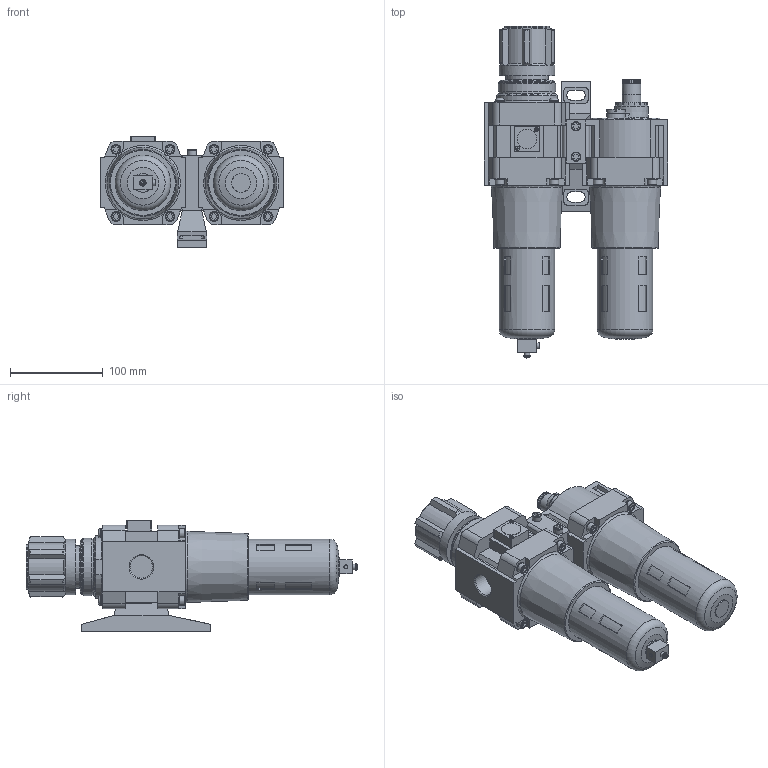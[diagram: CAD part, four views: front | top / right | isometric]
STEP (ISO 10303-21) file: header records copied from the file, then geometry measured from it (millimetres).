
FILE_DESCRIPTION( ( 'STEP AP203' ), '1' );
FILE_NAME( 'MACP501-20A.stp', '2020-06-15T12:10:06', ( 'License CC BY-ND 4.0' ), ( 'CADENAS' ), ' ', 'PARTsolutions', ' ' );
FILE_SCHEMA( ( 'CONFIG_CONTROL_DESIGN' ) );
Length unit declared in the file: millimetre
Products named in the file (4): MACP501-20A; _MACP501; _MAFR501-20A-B _dummy; _MAL501-20A
Assembly tree (3 placements, depth 2):
  MACP501-20A
    _MACP501
    _MAFR501-20A-B _dummy
    _MAL501-20A
Bounding box: 198 x 358.5 x 120.4 mm (x, y, z)
Volume: 2561446.7 mm3; surface area: 219347.1 mm2
Topology: 3 solids, 3 shells, 849 faces, 2111 edges, 1374 vertices
Faces by surface type: plane 551, cylinder 191, cone 54, torus 53
Full cylindrical faces by diameter (mm): 3 x1, 4.4 x1, 4.7 x4, 4.917 x6, 5.5 x1, 6 x1, 6.4 x1, 9.1 x1, 10 x14, 10.6 x12, 11 x1, 20 x3, 21 x1, 24.117 x4, 30 x1, 34.4 x1, 37 x2, 40 x1, 43 x2, 46.3 x1, 48 x1, 60 x5, 62 x1
Entity records: 25365 total; most frequent: CARTESIAN_POINT 5307, DIRECTION 4134, ORIENTED_EDGE 3950, EDGE_CURVE 1975, AXIS2_PLACEMENT_3D 1444, VERTEX_POINT 1351, LINE 1246, VECTOR 1246
